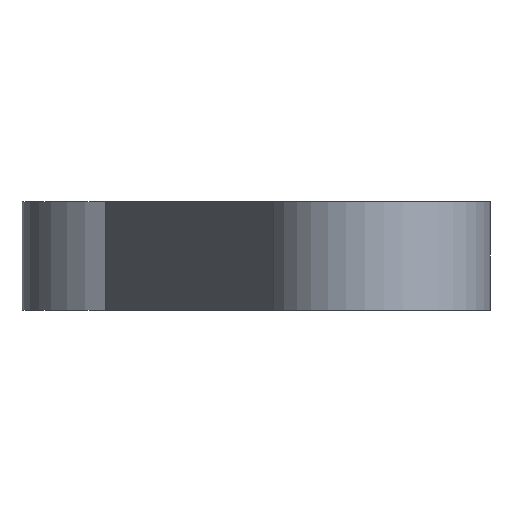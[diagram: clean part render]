
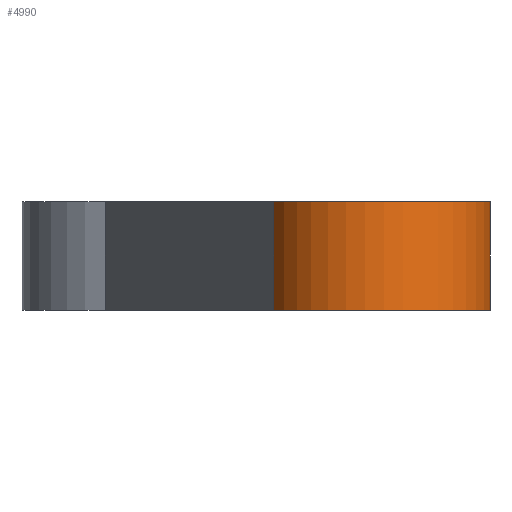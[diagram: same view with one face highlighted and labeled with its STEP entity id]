
A CAD part, left-side view. The second image highlights one B-rep face of the part: STEP entity #4990.
In plain terms, the highlighted cylindrical face has radius 21 mm (diameter 42 mm), a partial arc.
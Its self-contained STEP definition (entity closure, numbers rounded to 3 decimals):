
#57=CARTESIAN_POINT('',(-75.,-39.,-10.));
#58=DIRECTION('',(0.,0.,1.));
#59=DIRECTION('',(-0.454,0.891,0.));
#60=AXIS2_PLACEMENT_3D('',#57,#58,#59);
#141=CARTESIAN_POINT('',(-75.,-39.,10.));
#142=DIRECTION('',(0.,0.,1.));
#143=DIRECTION('',(-0.454,0.891,0.));
#144=AXIS2_PLACEMENT_3D('',#141,#142,#143);
#1138=DIRECTION('',(0.,0.,1.));
#1139=VECTOR('',#1138,20.);
#1140=CARTESIAN_POINT('',(-71.353,-59.681,-10.));
#1141=LINE('',#1140,#1139);
#1142=DIRECTION('',(0.,0.,1.));
#1143=VECTOR('',#1142,20.);
#1144=CARTESIAN_POINT('',(-84.534,-20.289,-10.));
#1145=LINE('',#1144,#1143);
#3189=CARTESIAN_POINT('',(-84.534,-20.289,-10.));
#3191=VERTEX_POINT('',#3189);
#3192=CARTESIAN_POINT('',(-71.353,-59.681,-10.));
#3193=VERTEX_POINT('',#3192);
#3195=CARTESIAN_POINT('',(-84.534,-20.289,10.));
#3197=VERTEX_POINT('',#3195);
#3198=CARTESIAN_POINT('',(-71.353,-59.681,10.));
#3199=VERTEX_POINT('',#3198);
#4978=CARTESIAN_POINT('',(-75.,-39.,-10.));
#4979=DIRECTION('',(0.,0.,1.));
#4980=DIRECTION('',(1.,0.,0.));
#4981=AXIS2_PLACEMENT_3D('',#4978,#4979,#4980);
#4982=CYLINDRICAL_SURFACE('',#4981,21.);
#4983=ORIENTED_EDGE('',*,*,#4245,.F.);
#4985=ORIENTED_EDGE('',*,*,#4984,.T.);
#4986=ORIENTED_EDGE('',*,*,#4346,.T.);
#4987=ORIENTED_EDGE('',*,*,#4972,.F.);
#4988=EDGE_LOOP('',(#4983,#4985,#4986,#4987));
#4989=FACE_OUTER_BOUND('',#4988,.F.);
#4990=ADVANCED_FACE('',(#4989),#4982,.T.);
#61=CIRCLE('',#60,21.);
#145=CIRCLE('',#144,21.);
#4245=EDGE_CURVE('',#3191,#3193,#61,.T.);
#4346=EDGE_CURVE('',#3197,#3199,#145,.T.);
#4972=EDGE_CURVE('',#3193,#3199,#1141,.T.);
#4984=EDGE_CURVE('',#3191,#3197,#1145,.T.);
